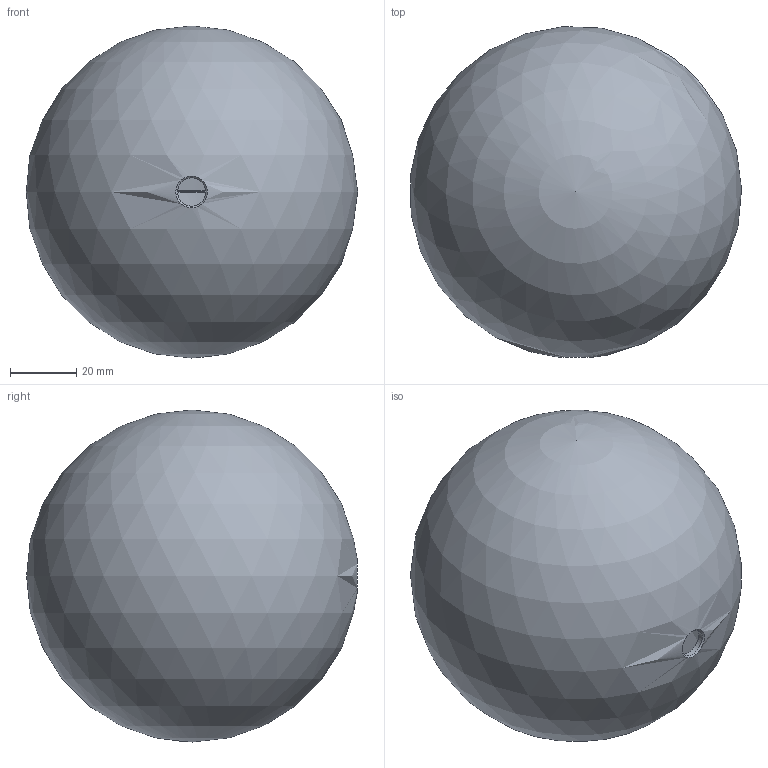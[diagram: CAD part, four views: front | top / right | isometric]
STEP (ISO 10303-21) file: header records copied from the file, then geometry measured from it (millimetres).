
FILE_DESCRIPTION (( 'STEP AP203' ), '1' );
FILE_NAME ('52100-240-MS.step', '2020-06-22T11:35:09', ( '' ), ( '' ), 'SwSTEP 2.0', 'SolidWorks 2015', '' );
FILE_SCHEMA (( 'CONFIG_CONTROL_DESIGN' ));
Length unit declared in the file: millimetre
Products named in the file (2): 52100-240-MS
Bounding box: 99.75 x 99.63 x 100 mm (x, y, z)
Volume: 60235.1 mm3; surface area: 60304.9 mm2
Topology: 1 solids, 1 shells, 255 faces, 685 edges, 457 vertices
Faces by surface type: plane 114, bspline 110, sphere 29, cylinder 1, cone 1
Full cylindrical faces by diameter (mm): 8.5 x1
Entity records: 12900 total; most frequent: CARTESIAN_POINT 6934, ORIENTED_EDGE 1350, DIRECTION 980, EDGE_CURVE 675, VERTEX_POINT 451, AXIS2_PLACEMENT_3D 378, EDGE_LOOP 284, FACE_OUTER_BOUND 257
